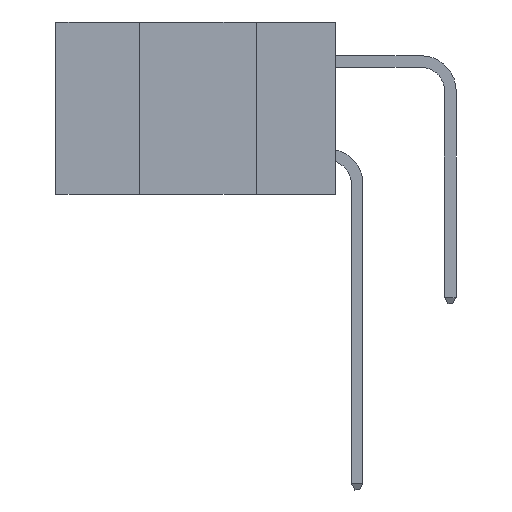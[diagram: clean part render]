
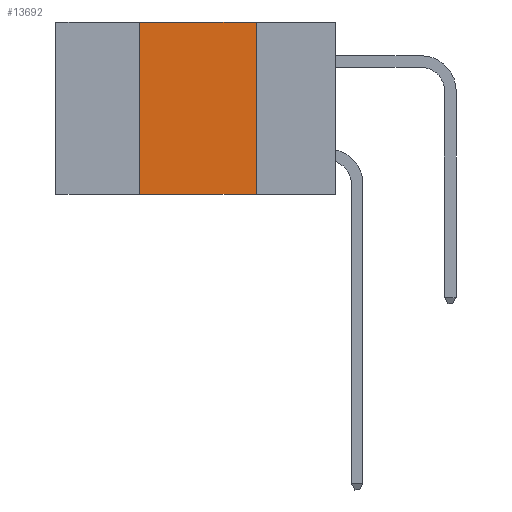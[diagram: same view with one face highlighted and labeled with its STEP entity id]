
A CAD part, left-side view. The second image highlights one B-rep face of the part: STEP entity #13692.
In plain terms, the highlighted planar face has unit normal (-1, 0, 0).
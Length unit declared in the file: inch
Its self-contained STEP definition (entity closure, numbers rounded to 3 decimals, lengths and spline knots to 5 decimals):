
#356 = EDGE_LOOP ( 'NONE', ( #781, #8346, #14553, #7778 ) ) ;
#658 = LINE ( 'NONE', #12082, #2695 ) ;
#726 = DIRECTION ( 'NONE',  ( 0., 0., -1. ) ) ;
#781 = ORIENTED_EDGE ( 'NONE', *, *, #9684, .F. ) ;
#2038 = VERTEX_POINT ( 'NONE', #5110 ) ;
#2192 = VERTEX_POINT ( 'NONE', #4394 ) ;
#2224 = DIRECTION ( 'NONE',  ( 0., -1., 0. ) ) ;
#2695 = VECTOR ( 'NONE', #2768, 39.37008 ) ;
#2768 = DIRECTION ( 'NONE',  ( 0., -1., 0. ) ) ;
#4394 = CARTESIAN_POINT ( 'NONE',  ( 0., 0.17, 0. ) ) ;
#5081 = CARTESIAN_POINT ( 'NONE',  ( 0., 0.17, 0. ) ) ;
#5110 = CARTESIAN_POINT ( 'NONE',  ( 0., 0.42, -0.37 ) ) ;
#5264 = PLANE ( 'NONE',  #13772 ) ;
#5476 = VERTEX_POINT ( 'NONE', #13401 ) ;
#5770 = VERTEX_POINT ( 'NONE', #14204 ) ;
#6354 = EDGE_CURVE ( 'NONE', #5770, #2192, #6991, .T. ) ;
#6991 = LINE ( 'NONE', #8254, #8633 ) ;
#7064 = LINE ( 'NONE', #8053, #9815 ) ;
#7778 = ORIENTED_EDGE ( 'NONE', *, *, #12978, .T. ) ;
#8053 = CARTESIAN_POINT ( 'NONE',  ( 0., 0.42, 0. ) ) ;
#8254 = CARTESIAN_POINT ( 'NONE',  ( 0., 0.6, 0. ) ) ;
#8346 = ORIENTED_EDGE ( 'NONE', *, *, #6354, .F. ) ;
#8633 = VECTOR ( 'NONE', #2224, 39.37008 ) ;
#8784 = DIRECTION ( 'NONE',  ( 0., 0., -1. ) ) ;
#9684 = EDGE_CURVE ( 'NONE', #2192, #5476, #12606, .T. ) ;
#9815 = VECTOR ( 'NONE', #13047, 39.37008 ) ;
#10267 = EDGE_CURVE ( 'NONE', #2038, #5770, #7064, .T. ) ;
#12082 = CARTESIAN_POINT ( 'NONE',  ( 0., 0.6, -0.37 ) ) ;
#12089 = FACE_OUTER_BOUND ( 'NONE', #356, .T. ) ;
#12288 = CARTESIAN_POINT ( 'NONE',  ( 0., 0.6, 0. ) ) ;
#12606 = LINE ( 'NONE', #5081, #13891 ) ;
#12978 = EDGE_CURVE ( 'NONE', #2038, #5476, #658, .T. ) ;
#13047 = DIRECTION ( 'NONE',  ( 0., 0., 1. ) ) ;
#13401 = CARTESIAN_POINT ( 'NONE',  ( 0., 0.17, -0.37 ) ) ;
#13692 = ADVANCED_FACE ( 'NONE', ( #12089 ), #5264, .F. ) ;
#13772 = AXIS2_PLACEMENT_3D ( 'NONE', #12288, #14756, #8784 ) ;
#13891 = VECTOR ( 'NONE', #726, 39.37008 ) ;
#14204 = CARTESIAN_POINT ( 'NONE',  ( 0., 0.42, 0. ) ) ;
#14553 = ORIENTED_EDGE ( 'NONE', *, *, #10267, .F. ) ;
#14756 = DIRECTION ( 'NONE',  ( 1., 0., 0. ) ) ;
